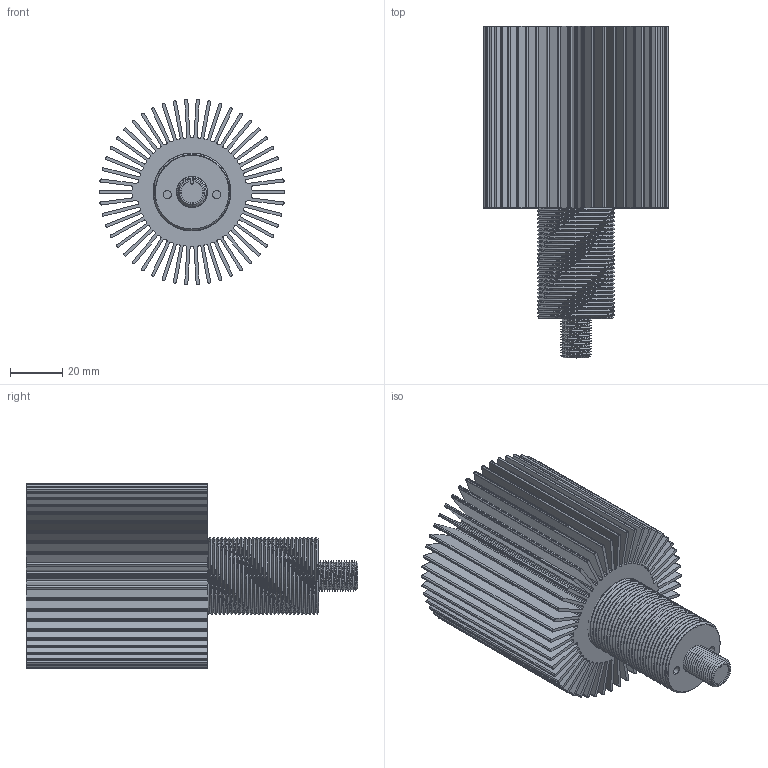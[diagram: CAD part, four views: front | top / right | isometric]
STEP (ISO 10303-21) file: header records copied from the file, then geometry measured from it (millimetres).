
FILE_DESCRIPTION (( 'STEP AP214' ), '1' );
FILE_NAME ('SXP30-R1.STEP', '2014-10-05T07:49:17', ( 'WSD-SW' ), ( '' ), 'SwSTEP 2.0', 'SolidWorks 2014', '' );
FILE_SCHEMA (( 'AUTOMOTIVE_DESIGN' ));
Length unit declared in the file: inch
Products named in the file (2): SXP30-R1
Bounding box: 71 x 126.99 x 70.87 mm (x, y, z)
Volume: 157792.2 mm3; surface area: 134712.6 mm2
Topology: 3 solids, 4 shells, 941 faces, 2675 edges, 1766 vertices
Faces by surface type: cylinder 559, plane 313, cone 34, bspline 26, torus 9
Entity records: 57842 total; most frequent: CARTESIAN_POINT 33248, ORIENTED_EDGE 5342, DIRECTION 4597, EDGE_CURVE 2671, VERTEX_POINT 1766, AXIS2_PLACEMENT_3D 1622, LINE 1353, VECTOR 1353
